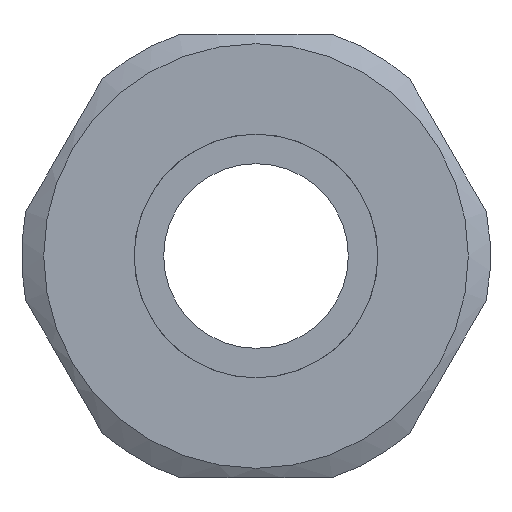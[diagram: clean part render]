
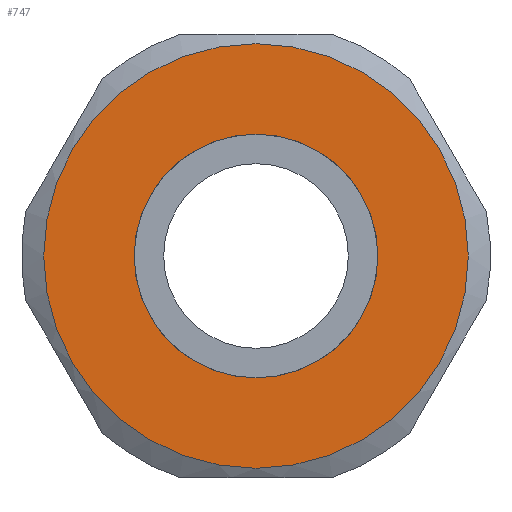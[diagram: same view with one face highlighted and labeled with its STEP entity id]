
A CAD part, front view. The second image highlights one B-rep face of the part: STEP entity #747.
In plain terms, the highlighted planar face has unit normal (0, -1, 0).
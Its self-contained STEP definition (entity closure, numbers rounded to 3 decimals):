
#46=FACE_BOUND($,#185,.T.);
#68=PLANE($,#839);
#127=FACE_OUTER_BOUND($,#184,.T.);
#184=EDGE_LOOP($,(#695));
#185=EDGE_LOOP($,(#696));
#291=CIRCLE($,#806,5.75);
#310=CIRCLE($,#838,3.3);
#376=VERTEX_POINT($,#1289);
#381=VERTEX_POINT($,#1326);
#467=EDGE_CURVE($,#376,#376,#291,.T.);
#486=EDGE_CURVE($,#381,#381,#310,.T.);
#695=ORIENTED_EDGE($,*,*,#467,.F.);
#696=ORIENTED_EDGE($,*,*,#486,.T.);
#747=ADVANCED_FACE($,(#127,#46),#68,.T.);
#806=AXIS2_PLACEMENT_3D($,#1290,#992,#993);
#838=AXIS2_PLACEMENT_3D($,#1327,#1056,#1057);
#839=AXIS2_PLACEMENT_3D($,#1328,#1058,#1059);
#992=DIRECTION('center_axis',(0.,1.,0.));
#993=DIRECTION('ref_axis',(0.,0.,1.));
#1056=DIRECTION('center_axis',(0.,1.,0.));
#1057=DIRECTION('ref_axis',(0.,0.,1.));
#1058=DIRECTION('center_axis',(0.,-1.,0.));
#1059=DIRECTION('ref_axis',(0.,0.,-1.));
#1289=CARTESIAN_POINT('',(0.,0.,5.75));
#1290=CARTESIAN_POINT('Origin',(0.,0.,0.));
#1326=CARTESIAN_POINT('',(0.,0.,3.3));
#1327=CARTESIAN_POINT('Origin',(0.,0.,0.));
#1328=CARTESIAN_POINT('Origin',(0.,0.,4.525));
